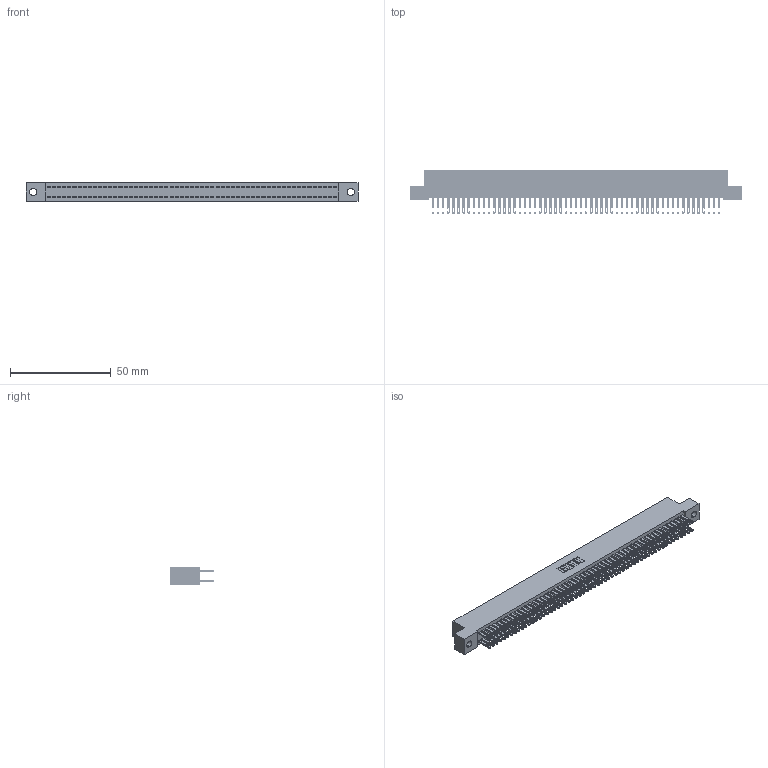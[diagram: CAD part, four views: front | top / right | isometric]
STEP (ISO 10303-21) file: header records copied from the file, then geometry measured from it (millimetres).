
FILE_DESCRIPTION (( 'STEP AP203' ), '1' );
FILE_NAME ('342-114-500-202.STEP', '2019-10-04T21:18:37', ( '' ), ( '' ), 'SwSTEP 2.0', 'SolidWorks 2016', '' );
FILE_SCHEMA (( 'CONFIG_CONTROL_DESIGN' ));
Length unit declared in the file: inch
Products named in the file (3): 342 Part_.128 Slot; 345-292-001_345-293-100; 342-114-500-202
Assembly tree (115 placements, depth 2):
  342-114-500-202
    342 Part_.128 Slot
    345-292-001_345-293-100  x114
Bounding box: 165.1 x 21.85 x 9.4 mm (x, y, z)
Volume: 15201.4 mm3; surface area: 25964.7 mm2
Topology: 115 solids, 115 shells, 5586 faces, 17069 edges, 11378 vertices
Faces by surface type: plane 3490, cylinder 2096
Entity records: 34663 total; most frequent: CARTESIAN_POINT 5726, ORIENTED_EDGE 5662, DIRECTION 4867, EDGE_CURVE 2831, LINE 2699, VECTOR 2699, VERTEX_POINT 1886, AXIS2_PLACEMENT_3D 1084
